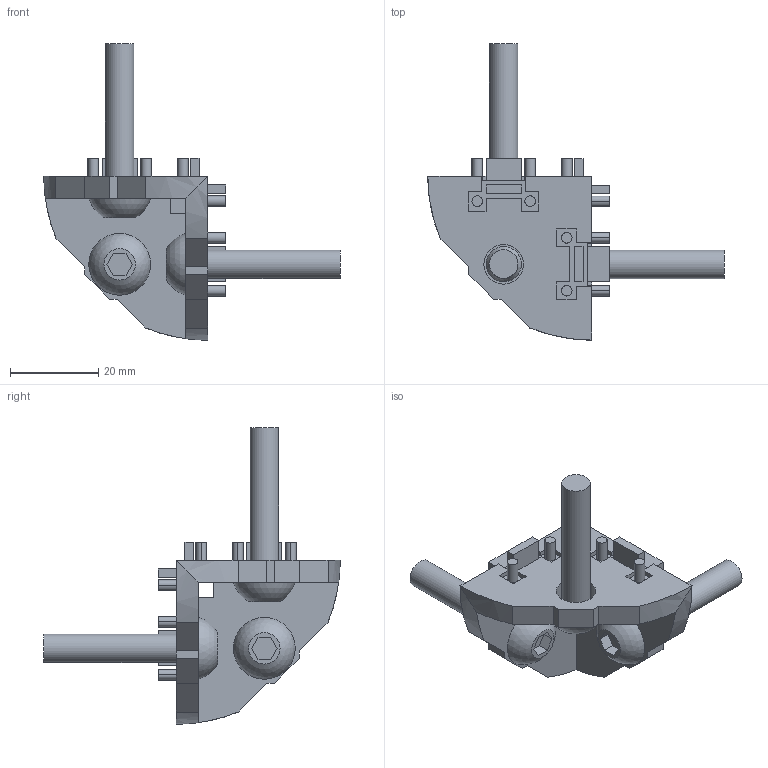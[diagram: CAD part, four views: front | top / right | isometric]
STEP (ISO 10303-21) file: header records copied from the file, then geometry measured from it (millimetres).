
FILE_DESCRIPTION(/* description */ (''),/* implementation_level */ '2;1');
FILE_NAME(/* name */ '123220',/* time_stamp */ '2014-10-06T13:13:26+02:00',/* author */ (''),/* organization */ (''),/* preprocessor_version */ 'ST-DEVELOPER v14',/* originating_system */ 'HiCAD 2013 1802.4 Build 509',/* authorisation */ '');
FILE_SCHEMA (('AUTOMOTIVE_DESIGN { 1 0 10303 214 1 1 1 1 }'));
Length unit declared in the file: millimetre
Products named in the file (5): Root; 123220XYZ HOEKSTUK 40BOIKON; 120075Laagbolkopschroef M8 x 35BOIKON0
Assembly tree (4 placements, depth 3):
  Root
    123220XYZ HOEKSTUK 40BOIKON
      120075Laagbolkopschroef M8 x 35BOIKON0
      120075Laagbolkopschroef M8 x 35BOIKON0
      120075Laagbolkopschroef M8 x 35BOIKON0
Bounding box: 67.2 x 67.2 x 67.2 mm (x, y, z)
Volume: 16810.1 mm3; surface area: 10876.9 mm2
Topology: 4 solids, 4 shells, 212 faces, 537 edges, 359 vertices
Faces by surface type: plane 164, cylinder 42, cone 3, sphere 3
Full cylindrical faces by diameter (mm): 6.466 x3, 8 x3
Entity records: 7122 total; most frequent: CARTESIAN_POINT 1092, DIRECTION 1052, ORIENTED_EDGE 1038, EDGE_CURVE 519, VECTOR 426, LINE 426, VERTEX_POINT 350, AXIS2_PLACEMENT_3D 313
